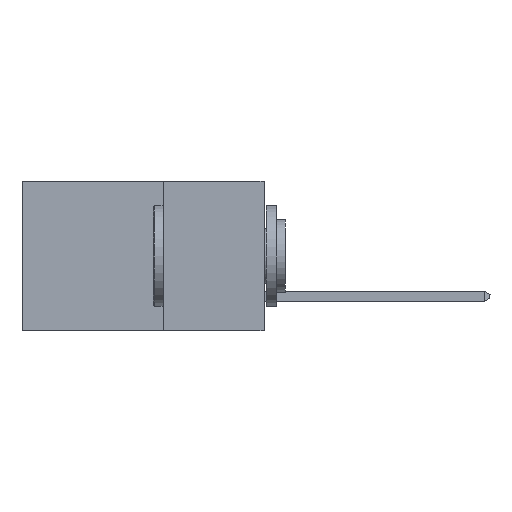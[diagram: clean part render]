
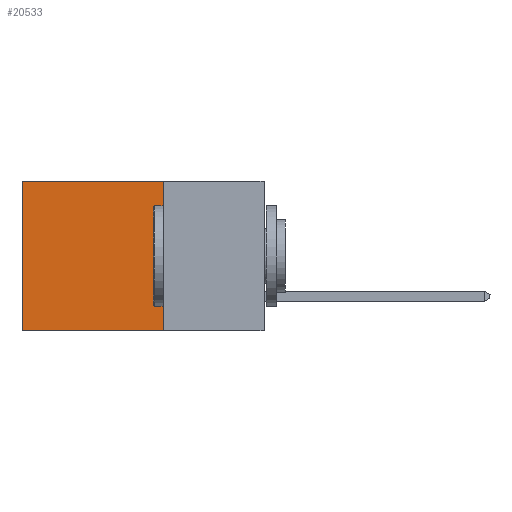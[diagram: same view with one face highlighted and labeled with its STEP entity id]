
A CAD part, left-side view. The second image highlights one B-rep face of the part: STEP entity #20533.
In plain terms, the highlighted planar face has unit normal (-1, 0, 0).
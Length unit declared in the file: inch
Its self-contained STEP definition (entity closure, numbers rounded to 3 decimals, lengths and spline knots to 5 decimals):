
#786 = DIRECTION ( 'NONE',  ( 0., 1., 0. ) ) ;
#1061 = DIRECTION ( 'NONE',  ( 0., 0., -1. ) ) ;
#1249 = CARTESIAN_POINT ( 'NONE',  ( 0.2615, 0.25, -0.37 ) ) ;
#1316 = LINE ( 'NONE', #3319, #19626 ) ;
#1337 = DIRECTION ( 'NONE',  ( 0., 0., -1. ) ) ;
#1545 = DIRECTION ( 'NONE',  ( 0., 0., -1. ) ) ;
#1670 = VECTOR ( 'NONE', #1337, 39.37008 ) ;
#3084 = ORIENTED_EDGE ( 'NONE', *, *, #13801, .T. ) ;
#3319 = CARTESIAN_POINT ( 'NONE',  ( 0.2615, 0.6, -0.37 ) ) ;
#3683 = ORIENTED_EDGE ( 'NONE', *, *, #6372, .F. ) ;
#4386 = DIRECTION ( 'NONE',  ( 1., 0., 0. ) ) ;
#4439 = CARTESIAN_POINT ( 'NONE',  ( 0.2615, 0.25, -0.37 ) ) ;
#6246 = LINE ( 'NONE', #4439, #1670 ) ;
#6372 = EDGE_CURVE ( 'NONE', #19059, #7737, #6246, .T. ) ;
#6492 = AXIS2_PLACEMENT_3D ( 'NONE', #19008, #4386, #1061 ) ;
#7343 = VECTOR ( 'NONE', #19670, 39.37008 ) ;
#7435 = VERTEX_POINT ( 'NONE', #13143 ) ;
#7737 = VERTEX_POINT ( 'NONE', #1249 ) ;
#8254 = LINE ( 'NONE', #10038, #17538 ) ;
#9742 = FACE_OUTER_BOUND ( 'NONE', #12943, .T. ) ;
#10038 = CARTESIAN_POINT ( 'NONE',  ( 0.2615, 0.25, -0.37 ) ) ;
#10177 = CARTESIAN_POINT ( 'NONE',  ( 0.2615, 0.25, 0. ) ) ;
#12943 = EDGE_LOOP ( 'NONE', ( #3084, #14466, #3683, #18167 ) ) ;
#13143 = CARTESIAN_POINT ( 'NONE',  ( 0.2615, 0.6, 0. ) ) ;
#13801 = EDGE_CURVE ( 'NONE', #7435, #16493, #1316, .T. ) ;
#14466 = ORIENTED_EDGE ( 'NONE', *, *, #22718, .F. ) ;
#16493 = VERTEX_POINT ( 'NONE', #21102 ) ;
#17538 = VECTOR ( 'NONE', #786, 39.37008 ) ;
#18167 = ORIENTED_EDGE ( 'NONE', *, *, #22877, .T. ) ;
#18784 = PLANE ( 'NONE',  #6492 ) ;
#19008 = CARTESIAN_POINT ( 'NONE',  ( 0.2615, 0.25, -0.37 ) ) ;
#19059 = VERTEX_POINT ( 'NONE', #10177 ) ;
#19300 = LINE ( 'NONE', #21469, #7343 ) ;
#19626 = VECTOR ( 'NONE', #1545, 39.37008 ) ;
#19670 = DIRECTION ( 'NONE',  ( 0., 1., 0. ) ) ;
#20533 = ADVANCED_FACE ( 'NONE', ( #9742 ), #18784, .F. ) ;
#21102 = CARTESIAN_POINT ( 'NONE',  ( 0.2615, 0.6, -0.37 ) ) ;
#21469 = CARTESIAN_POINT ( 'NONE',  ( 0.2615, 0.25, 0. ) ) ;
#22718 = EDGE_CURVE ( 'NONE', #7737, #16493, #8254, .T. ) ;
#22877 = EDGE_CURVE ( 'NONE', #19059, #7435, #19300, .T. ) ;
